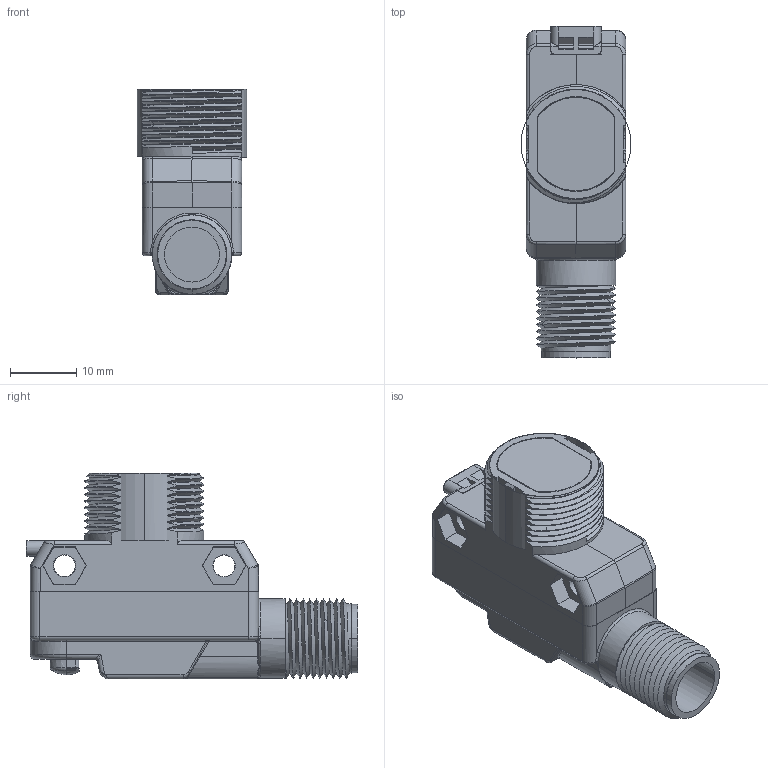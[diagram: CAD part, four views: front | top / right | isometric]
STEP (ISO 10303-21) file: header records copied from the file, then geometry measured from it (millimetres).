
FILE_DESCRIPTION((''),'2;1');
FILE_NAME('194504_ASM','2016-05-10T',('PDMAdmin'),(''),'PRO/ENGINEER BY PARAMETRIC TECHNOLOGY CORPORATION, 2016010','PRO/ENGINEER BY PARAMETRIC TECHNOLOGY CORPORATION, 2016010','');
FILE_SCHEMA(('CONFIG_CONTROL_DESIGN'));
Products named in the file (15): 189787_HOUSING; 114096; 189787_ASM; 111054_AF0; 123556_BUTTON; 123557_AF0_ASM; 08427_AF0; 129250_AF67; 129247_AF55; 129248_AF67; 129249_AF56; 124519_AF0_ASM; 67913_AF1_ASM; 189788; 194504_ASM
Assembly tree (14 placements, depth 4):
  194504_ASM
    189787_ASM
      189787_HOUSING
      114096
    67913_AF1_ASM
      123557_AF0_ASM
        111054_AF0
        123556_BUTTON
      124519_AF0_ASM
        08427_AF0
        129250_AF67
        129247_AF55
        129248_AF67
        129249_AF56
    189788
Bounding box: 16.59 x 50.09 x 31.1 mm (x, y, z)
Volume: 6146.8 mm3; surface area: 11165 mm2
Topology: 10 solids, 13 shells, 1446 faces, 3620 edges, 2241 vertices
Faces by surface type: plane 632, cylinder 403, bspline 232, torus 82, cone 59, sphere 38
Entity records: 72000 total; most frequent: CARTESIAN_POINT 38836, ORIENTED_EDGE 7214, DIRECTION 6290, EDGE_CURVE 3617, VERTEX_POINT 2241, AXIS2_PLACEMENT_3D 2140, VECTOR 2010, LINE 2010
